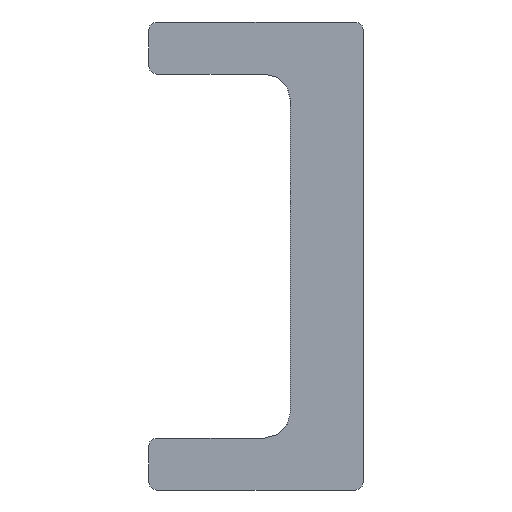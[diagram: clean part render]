
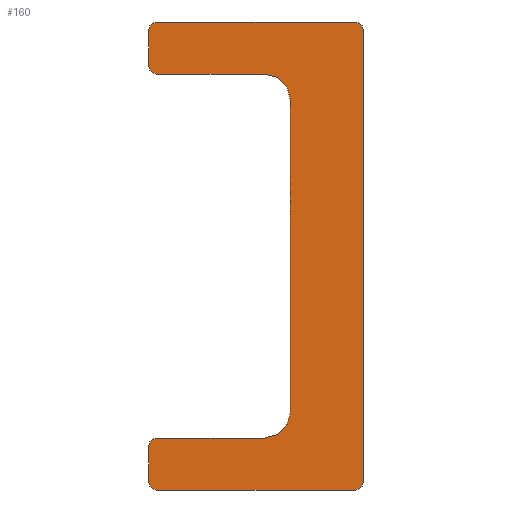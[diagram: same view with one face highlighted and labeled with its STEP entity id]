
A CAD part, front view. The second image highlights one B-rep face of the part: STEP entity #160.
In plain terms, the highlighted planar face has unit normal (0, -1, 0).
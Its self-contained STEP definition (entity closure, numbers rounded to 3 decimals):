
#160 = ADVANCED_FACE( '', ( #435 ), #436, .F. );
#435 = FACE_OUTER_BOUND( '', #804, .T. );
#436 = PLANE( '', #805 );
#804 = EDGE_LOOP( '', ( #1237, #1238, #1239, #1240, #1241, #1242, #1243, #1244, #1245, #1246, #1247, #1248, #1249, #1250, #1251, #1252 ) );
#805 = AXIS2_PLACEMENT_3D( '', #1253, #1254, #1255 );
#1237 = ORIENTED_EDGE( '', *, *, #1710, .F. );
#1238 = ORIENTED_EDGE( '', *, *, #1714, .T. );
#1239 = ORIENTED_EDGE( '', *, *, #1746, .F. );
#1240 = ORIENTED_EDGE( '', *, *, #1657, .T. );
#1241 = ORIENTED_EDGE( '', *, *, #1747, .F. );
#1242 = ORIENTED_EDGE( '', *, *, #1748, .T. );
#1243 = ORIENTED_EDGE( '', *, *, #1749, .F. );
#1244 = ORIENTED_EDGE( '', *, *, #1750, .T. );
#1245 = ORIENTED_EDGE( '', *, *, #1741, .F. );
#1246 = ORIENTED_EDGE( '', *, *, #1751, .T. );
#1247 = ORIENTED_EDGE( '', *, *, #1752, .F. );
#1248 = ORIENTED_EDGE( '', *, *, #1753, .T. );
#1249 = ORIENTED_EDGE( '', *, *, #1641, .F. );
#1250 = ORIENTED_EDGE( '', *, *, #1754, .T. );
#1251 = ORIENTED_EDGE( '', *, *, #1755, .F. );
#1252 = ORIENTED_EDGE( '', *, *, #1665, .T. );
#1253 = CARTESIAN_POINT( '', ( -4.125, 0., 9. ) );
#1254 = DIRECTION( '', ( 0., 1., 0. ) );
#1255 = DIRECTION( '', ( 0., 0., 1. ) );
#1641 = EDGE_CURVE( '', #1866, #1868, #1869, .T. );
#1657 = EDGE_CURVE( '', #1895, #1893, #1896, .F. );
#1665 = EDGE_CURVE( '', #1909, #1907, #1910, .F. );
#1710 = EDGE_CURVE( '', #1987, #1907, #1989, .T. );
#1714 = EDGE_CURVE( '', #1987, #1993, #1995, .F. );
#1741 = EDGE_CURVE( '', #2042, #2044, #2045, .T. );
#1746 = EDGE_CURVE( '', #1895, #1993, #2051, .T. );
#1747 = EDGE_CURVE( '', #2052, #1893, #2053, .T. );
#1748 = EDGE_CURVE( '', #2052, #2054, #2055, .F. );
#1749 = EDGE_CURVE( '', #2056, #2054, #2057, .T. );
#1750 = EDGE_CURVE( '', #2056, #2044, #2058, .T. );
#1751 = EDGE_CURVE( '', #2042, #2059, #2060, .T. );
#1752 = EDGE_CURVE( '', #2061, #2059, #2062, .T. );
#1753 = EDGE_CURVE( '', #2061, #1868, #2063, .F. );
#1754 = EDGE_CURVE( '', #1866, #2064, #2065, .F. );
#1755 = EDGE_CURVE( '', #1909, #2064, #2066, .T. );
#1866 = VERTEX_POINT( '', #2207 );
#1868 = VERTEX_POINT( '', #2210 );
#1869 = LINE( '', #2211, #2212 );
#1893 = VERTEX_POINT( '', #2237 );
#1895 = VERTEX_POINT( '', #2240 );
#1896 = CIRCLE( '', #2241, 0.3 );
#1907 = VERTEX_POINT( '', #2253 );
#1909 = VERTEX_POINT( '', #2256 );
#1910 = CIRCLE( '', #2257, 0.3 );
#1987 = VERTEX_POINT( '', #2336 );
#1989 = LINE( '', #2339, #2340 );
#1993 = VERTEX_POINT( '', #2344 );
#1995 = CIRCLE( '', #2347, 0.3 );
#2042 = VERTEX_POINT( '', #2395 );
#2044 = VERTEX_POINT( '', #2398 );
#2045 = LINE( '', #2399, #2400 );
#2051 = LINE( '', #2407, #2408 );
#2052 = VERTEX_POINT( '', #2409 );
#2053 = LINE( '', #2410, #2411 );
#2054 = VERTEX_POINT( '', #2412 );
#2055 = CIRCLE( '', #2413, 0.3 );
#2056 = VERTEX_POINT( '', #2414 );
#2057 = LINE( '', #2415, #2416 );
#2058 = CIRCLE( '', #2417, 1. );
#2059 = VERTEX_POINT( '', #2418 );
#2060 = CIRCLE( '', #2419, 1. );
#2061 = VERTEX_POINT( '', #2420 );
#2062 = LINE( '', #2421, #2422 );
#2063 = CIRCLE( '', #2423, 0.3 );
#2064 = VERTEX_POINT( '', #2424 );
#2065 = CIRCLE( '', #2425, 0.3 );
#2066 = LINE( '', #2426, #2427 );
#2207 = CARTESIAN_POINT( '', ( -4.125, 0., -8.7 ) );
#2210 = CARTESIAN_POINT( '', ( -4.125, 0., -7.3 ) );
#2211 = CARTESIAN_POINT( '', ( -4.125, 0., -9. ) );
#2212 = VECTOR( '', #2578, 1000. );
#2237 = CARTESIAN_POINT( '', ( -4.125, 0., 8.7 ) );
#2240 = CARTESIAN_POINT( '', ( -3.825, 0., 9. ) );
#2241 = AXIS2_PLACEMENT_3D( '', #2605, #2606, #2607 );
#2253 = CARTESIAN_POINT( '', ( 4.125, 0., -8.7 ) );
#2256 = CARTESIAN_POINT( '', ( 3.825, 0., -9. ) );
#2257 = AXIS2_PLACEMENT_3D( '', #2619, #2620, #2621 );
#2336 = CARTESIAN_POINT( '', ( 4.125, 0., 8.7 ) );
#2339 = CARTESIAN_POINT( '', ( 4.125, 0., 9. ) );
#2340 = VECTOR( '', #2721, 1000. );
#2344 = CARTESIAN_POINT( '', ( 3.825, 0., 9. ) );
#2347 = AXIS2_PLACEMENT_3D( '', #2726, #2727, #2728 );
#2395 = CARTESIAN_POINT( '', ( 1.325, 0., -6. ) );
#2398 = CARTESIAN_POINT( '', ( 1.325, 0., 6. ) );
#2399 = CARTESIAN_POINT( '', ( 1.325, 0., 7. ) );
#2400 = VECTOR( '', #2788, 1000. );
#2407 = CARTESIAN_POINT( '', ( -4.125, 0., 9. ) );
#2408 = VECTOR( '', #2793, 1000. );
#2409 = CARTESIAN_POINT( '', ( -4.125, 0., 7.3 ) );
#2410 = CARTESIAN_POINT( '', ( -4.125, 0., -9. ) );
#2411 = VECTOR( '', #2794, 1000. );
#2412 = CARTESIAN_POINT( '', ( -3.825, 0., 7. ) );
#2413 = AXIS2_PLACEMENT_3D( '', #2795, #2796, #2797 );
#2414 = CARTESIAN_POINT( '', ( 0.325, 0., 7. ) );
#2415 = CARTESIAN_POINT( '', ( -4.125, 0., 7. ) );
#2416 = VECTOR( '', #2798, 1000. );
#2417 = AXIS2_PLACEMENT_3D( '', #2799, #2800, #2801 );
#2418 = CARTESIAN_POINT( '', ( 0.325, 0., -7. ) );
#2419 = AXIS2_PLACEMENT_3D( '', #2802, #2803, #2804 );
#2420 = CARTESIAN_POINT( '', ( -3.825, 0., -7. ) );
#2421 = CARTESIAN_POINT( '', ( 1.325, 0., -7. ) );
#2422 = VECTOR( '', #2805, 1000. );
#2423 = AXIS2_PLACEMENT_3D( '', #2806, #2807, #2808 );
#2424 = CARTESIAN_POINT( '', ( -3.825, 0., -9. ) );
#2425 = AXIS2_PLACEMENT_3D( '', #2809, #2810, #2811 );
#2426 = CARTESIAN_POINT( '', ( 4.125, 0., -9. ) );
#2427 = VECTOR( '', #2812, 1000. );
#2578 = DIRECTION( '', ( 0., 0., 1. ) );
#2605 = CARTESIAN_POINT( '', ( -3.825, 0., 8.7 ) );
#2606 = DIRECTION( '', ( 0., 1., 0. ) );
#2607 = DIRECTION( '', ( 0., 0., 1. ) );
#2619 = CARTESIAN_POINT( '', ( 3.825, 0., -8.7 ) );
#2620 = DIRECTION( '', ( 0., 1., 0. ) );
#2621 = DIRECTION( '', ( 0., 0., 1. ) );
#2721 = DIRECTION( '', ( 0., 0., -1. ) );
#2726 = CARTESIAN_POINT( '', ( 3.825, 0., 8.7 ) );
#2727 = DIRECTION( '', ( 0., 1., 0. ) );
#2728 = DIRECTION( '', ( 0., 0., 1. ) );
#2788 = DIRECTION( '', ( 0., 0., 1. ) );
#2793 = DIRECTION( '', ( 1., 0., 0. ) );
#2794 = DIRECTION( '', ( 0., 0., 1. ) );
#2795 = CARTESIAN_POINT( '', ( -3.825, 0., 7.3 ) );
#2796 = DIRECTION( '', ( 0., 1., 0. ) );
#2797 = DIRECTION( '', ( 0., 0., 1. ) );
#2798 = DIRECTION( '', ( -1., 0., 0. ) );
#2799 = CARTESIAN_POINT( '', ( 0.325, 0., 6. ) );
#2800 = DIRECTION( '', ( 0., 1., 0. ) );
#2801 = DIRECTION( '', ( 0., 0., 1. ) );
#2802 = CARTESIAN_POINT( '', ( 0.325, 0., -6. ) );
#2803 = DIRECTION( '', ( 0., 1., 0. ) );
#2804 = DIRECTION( '', ( 0., 0., 1. ) );
#2805 = DIRECTION( '', ( 1., 0., 0. ) );
#2806 = CARTESIAN_POINT( '', ( -3.825, 0., -7.3 ) );
#2807 = DIRECTION( '', ( 0., 1., 0. ) );
#2808 = DIRECTION( '', ( 0., 0., 1. ) );
#2809 = CARTESIAN_POINT( '', ( -3.825, 0., -8.7 ) );
#2810 = DIRECTION( '', ( 0., 1., 0. ) );
#2811 = DIRECTION( '', ( 0., 0., 1. ) );
#2812 = DIRECTION( '', ( -1., 0., 0. ) );
